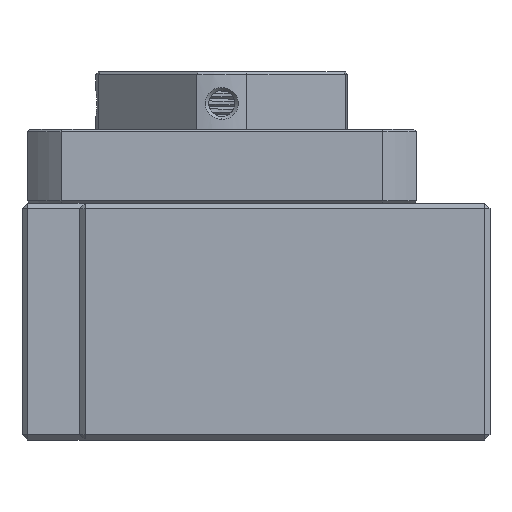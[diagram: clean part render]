
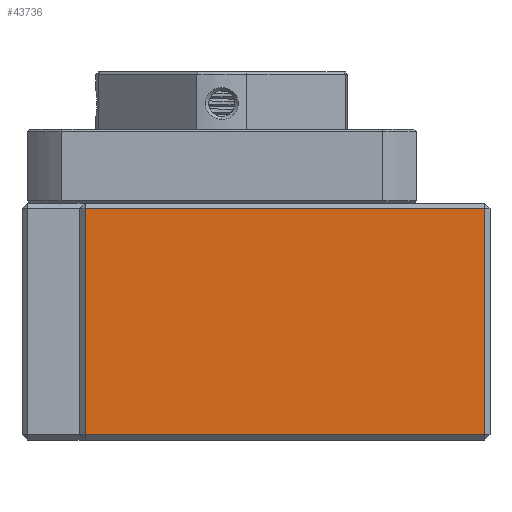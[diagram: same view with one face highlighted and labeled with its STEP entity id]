
A CAD part, left-side view. The second image highlights one B-rep face of the part: STEP entity #43736.
In plain terms, the highlighted planar face has unit normal (-1, 0, 0).
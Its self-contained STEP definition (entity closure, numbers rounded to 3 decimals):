
#1 = DIRECTION ( 'NONE',  ( 0., 1., 0. ) ) ;
#109 = CARTESIAN_POINT ( 'NONE',  ( -64., 77., 22.5 ) ) ;
#142 = LINE ( 'NONE', #35694, #39144 ) ;
#341 = CARTESIAN_POINT ( 'NONE',  ( -64., 1., -21.5 ) ) ;
#1063 = ORIENTED_EDGE ( 'NONE', *, *, #21720, .F. ) ;
#1848 = CARTESIAN_POINT ( 'NONE',  ( -64., 77., -21.5 ) ) ;
#2063 = ORIENTED_EDGE ( 'NONE', *, *, #16928, .T. ) ;
#3861 = DIRECTION ( 'NONE',  ( 0., -1., 0. ) ) ;
#4462 = VECTOR ( 'NONE', #27569, 1000. ) ;
#5681 = CARTESIAN_POINT ( 'NONE',  ( -64., 77., 21.5 ) ) ;
#5742 = DIRECTION ( 'NONE',  ( 0., 0., 1. ) ) ;
#6576 = VERTEX_POINT ( 'NONE', #29345 ) ;
#11056 = CARTESIAN_POINT ( 'NONE',  ( -64., 78., -21.5 ) ) ;
#14755 = DIRECTION ( 'NONE',  ( 0., -1., 0. ) ) ;
#16928 = EDGE_CURVE ( 'NONE', #35709, #28328, #29204, .T. ) ;
#21720 = EDGE_CURVE ( 'NONE', #36506, #6576, #142, .T. ) ;
#24393 = CARTESIAN_POINT ( 'NONE',  ( -64., 78., 22.5 ) ) ;
#25794 = ORIENTED_EDGE ( 'NONE', *, *, #28118, .F. ) ;
#27569 = DIRECTION ( 'NONE',  ( 0., 0., -1. ) ) ;
#28118 = EDGE_CURVE ( 'NONE', #35709, #36506, #31949, .T. ) ;
#28328 = VERTEX_POINT ( 'NONE', #341 ) ;
#29204 = LINE ( 'NONE', #11056, #31352 ) ;
#29345 = CARTESIAN_POINT ( 'NONE',  ( -64., 1., 21.5 ) ) ;
#30950 = EDGE_CURVE ( 'NONE', #6576, #28328, #44998, .T. ) ;
#31352 = VECTOR ( 'NONE', #3861, 1000. ) ;
#31616 = FACE_OUTER_BOUND ( 'NONE', #38204, .T. ) ;
#31949 = LINE ( 'NONE', #109, #32748 ) ;
#32748 = VECTOR ( 'NONE', #5742, 1000. ) ;
#33322 = ORIENTED_EDGE ( 'NONE', *, *, #30950, .F. ) ;
#35694 = CARTESIAN_POINT ( 'NONE',  ( -64., 78., 21.5 ) ) ;
#35709 = VERTEX_POINT ( 'NONE', #1848 ) ;
#36506 = VERTEX_POINT ( 'NONE', #5681 ) ;
#38204 = EDGE_LOOP ( 'NONE', ( #33322, #1063, #25794, #2063 ) ) ;
#38794 = PLANE ( 'NONE',  #44725 ) ;
#39144 = VECTOR ( 'NONE', #14755, 1000. ) ;
#43736 = ADVANCED_FACE ( 'NONE', ( #31616 ), #38794, .F. ) ;
#44530 = CARTESIAN_POINT ( 'NONE',  ( -64., 1., 22.5 ) ) ;
#44725 = AXIS2_PLACEMENT_3D ( 'NONE', #24393, #45781, #1 ) ;
#44998 = LINE ( 'NONE', #44530, #4462 ) ;
#45781 = DIRECTION ( 'NONE',  ( 1., 0., 0. ) ) ;
